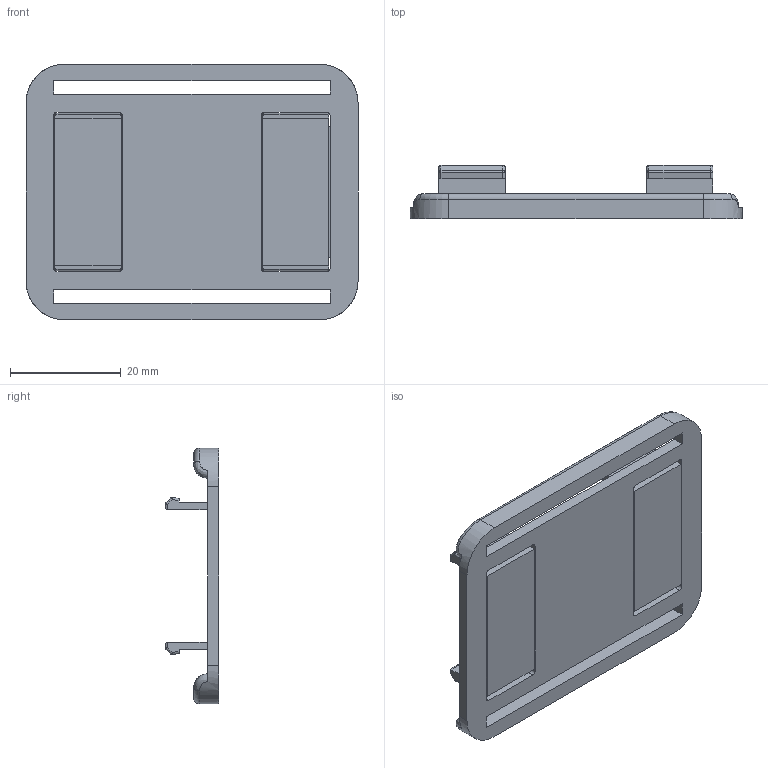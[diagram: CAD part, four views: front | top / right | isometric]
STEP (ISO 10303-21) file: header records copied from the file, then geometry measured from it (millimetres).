
FILE_DESCRIPTION (( 'STEP AP214' ), '1' );
FILE_NAME ('Chest clip.STEP', '2025-05-25T17:47:38', ( '' ), ( '' ), 'MPSTEP 2.0', 'Macroplastics Offline CAD Suite', '' );
FILE_SCHEMA (( 'UwU' ));
Length unit declared in the file: millimetre
Products named in the file (1): Chest clip
Bounding box: 60 x 9.68 x 46.2 mm (x, y, z)
Volume: 6235.5 mm3; surface area: 8747.3 mm2
Topology: 3 solids, 3 shells, 159 faces, 405 edges, 236 vertices
Faces by surface type: plane 66, cylinder 56, sphere 18, bspline 12, torus 7
Entity records: 5032 total; most frequent: CARTESIAN_POINT 1323, ORIENTED_EDGE 778, DIRECTION 743, EDGE_CURVE 389, AXIS2_PLACEMENT_3D 248, VECTOR 247, LINE 247, VERTEX_POINT 232
